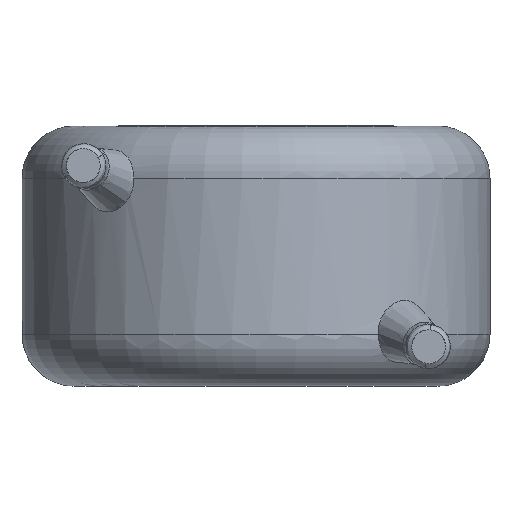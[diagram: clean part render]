
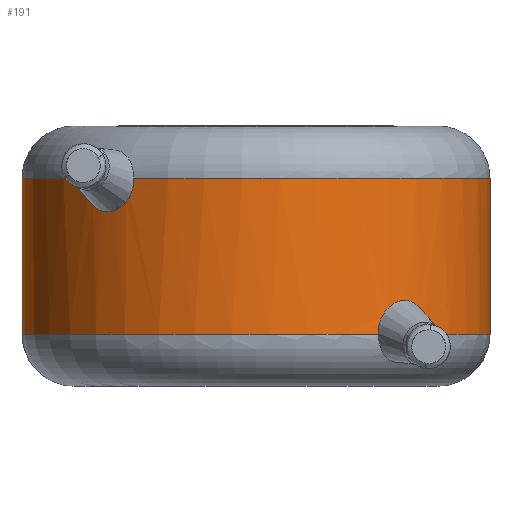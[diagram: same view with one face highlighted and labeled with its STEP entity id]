
A CAD part, front view. The second image highlights one B-rep face of the part: STEP entity #191.
In plain terms, the highlighted cylindrical face has radius 4.5 mm (diameter 9 mm), a partial arc.
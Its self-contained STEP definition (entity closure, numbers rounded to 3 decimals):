
#21 = VERTEX_POINT ( 'NONE', #4221 ) ;
#28 = CARTESIAN_POINT ( 'NONE',  ( 3.282, -3.079, 1.064 ) ) ;
#139 = DIRECTION ( 'NONE',  ( 0., 0., -1. ) ) ;
#161 = DIRECTION ( 'NONE',  ( 1., 0., 0. ) ) ;
#174 = EDGE_CURVE ( 'NONE', #947, #698, #2301, .T. ) ;
#191 = ADVANCED_FACE ( 'NONE', ( #1078 ), #978, .T. ) ;
#267 = CARTESIAN_POINT ( 'NONE',  ( -2.359, -3.832, 3.829 ) ) ;
#276 = CARTESIAN_POINT ( 'NONE',  ( 3.275, -3.086, 1.225 ) ) ;
#284 = EDGE_CURVE ( 'NONE', #3653, #1616, #962, .T. ) ;
#323 = DIRECTION ( 'NONE',  ( 0., 0., -1. ) ) ;
#338 = DIRECTION ( 'NONE',  ( 1., 0., 0. ) ) ;
#343 = EDGE_CURVE ( 'NONE', #3653, #4099, #1346, .T. ) ;
#394 = CARTESIAN_POINT ( 'NONE',  ( 3.28, -3.081, 1.021 ) ) ;
#399 = AXIS2_PLACEMENT_3D ( 'NONE', #440, #139, #2475 ) ;
#440 = CARTESIAN_POINT ( 'NONE',  ( 0., 0., 4. ) ) ;
#478 = CARTESIAN_POINT ( 'NONE',  ( -2.501, -3.741, 3.538 ) ) ;
#580 = CARTESIAN_POINT ( 'NONE',  ( 2.704, -3.601, 1.635 ) ) ;
#607 = ORIENTED_EDGE ( 'NONE', *, *, #1163, .F. ) ;
#648 = VERTEX_POINT ( 'NONE', #1019 ) ;
#698 = VERTEX_POINT ( 'NONE', #1807 ) ;
#792 = B_SPLINE_CURVE_WITH_KNOTS ( 'NONE', 3,
 ( #3594, #2620, #913, #1913, #580, #1614, #923, #2908, #3571, #276, #1933, #3558 ),
 .UNSPECIFIED., .F., .F.,
 ( 4, 2, 2, 2, 2, 4 ),
 ( 0., 0., 0.001, 0.001, 0.002, 0.002 ),
 .UNSPECIFIED. ) ;
#815 = AXIS2_PLACEMENT_3D ( 'NONE', #1743, #2131, #3394 ) ;
#906 = VERTEX_POINT ( 'NONE', #2497 ) ;
#913 = CARTESIAN_POINT ( 'NONE',  ( 2.396, -3.81, 1.326 ) ) ;
#923 = CARTESIAN_POINT ( 'NONE',  ( 3.073, -3.29, 1.603 ) ) ;
#946 = CIRCLE ( 'NONE', #2493, 4.5 ) ;
#947 = VERTEX_POINT ( 'NONE', #4102 ) ;
#952 = CARTESIAN_POINT ( 'NONE',  ( -3.291, -3.069, 3.877 ) ) ;
#962 = LINE ( 'NONE', #3422, #3515 ) ;
#973 = CARTESIAN_POINT ( 'NONE',  ( -4.5, 0., 5. ) ) ;
#978 = CYLINDRICAL_SURFACE ( 'NONE', #815, 4.5 ) ;
#994 = CARTESIAN_POINT ( 'NONE',  ( -3.278, -3.083, 4. ) ) ;
#1019 = CARTESIAN_POINT ( 'NONE',  ( 3.278, -3.083, 1. ) ) ;
#1073 = CARTESIAN_POINT ( 'NONE',  ( 2.35, -3.838, 1.003 ) ) ;
#1078 = FACE_OUTER_BOUND ( 'NONE', #1152, .T. ) ;
#1109 = CARTESIAN_POINT ( 'NONE',  ( 4.5, 0., 4. ) ) ;
#1124 = EDGE_CURVE ( 'NONE', #2930, #21, #792, .T. ) ;
#1152 = EDGE_LOOP ( 'NONE', ( #3865, #1357, #3300, #607, #1302, #4034, #2893, #2374, #4050, #3946, #2533 ) ) ;
#1163 = EDGE_CURVE ( 'NONE', #947, #906, #3655, .T. ) ;
#1186 = EDGE_CURVE ( 'NONE', #3386, #2930, #4036, .T. ) ;
#1292 = DIRECTION ( 'NONE',  ( 0., 0., -1. ) ) ;
#1302 = ORIENTED_EDGE ( 'NONE', *, *, #174, .T. ) ;
#1324 = CARTESIAN_POINT ( 'NONE',  ( -2.955, -3.396, 3.353 ) ) ;
#1346 = CIRCLE ( 'NONE', #1859, 4.5 ) ;
#1357 = ORIENTED_EDGE ( 'NONE', *, *, #343, .T. ) ;
#1425 = B_SPLINE_CURVE_WITH_KNOTS ( 'NONE', 3,
 ( #478, #3800, #3561, #267, #3454, #2161 ),
 .UNSPECIFIED., .F., .F.,
 ( 4, 2, 4 ),
 ( 0.001, 0.002, 0.002 ),
 .UNSPECIFIED. ) ;
#1523 = EDGE_CURVE ( 'NONE', #698, #3758, #3992, .T. ) ;
#1525 = CARTESIAN_POINT ( 'NONE',  ( 2.35, -3.838, 1.003 ) ) ;
#1614 = CARTESIAN_POINT ( 'NONE',  ( 2.952, -3.401, 1.656 ) ) ;
#1616 = VERTEX_POINT ( 'NONE', #1970 ) ;
#1628 = CARTESIAN_POINT ( 'NONE',  ( -3.124, -3.241, 3.45 ) ) ;
#1648 = CARTESIAN_POINT ( 'NONE',  ( -2.501, -3.741, 3.538 ) ) ;
#1718 = B_SPLINE_CURVE_WITH_KNOTS ( 'NONE', 3,
 ( #28, #3680, #394, #3104 ),
 .UNSPECIFIED., .F., .F.,
 ( 4, 4 ),
 ( 0.002, 0.002 ),
 .UNSPECIFIED. ) ;
#1743 = CARTESIAN_POINT ( 'NONE',  ( 0., 0., 5. ) ) ;
#1745 = CARTESIAN_POINT ( 'NONE',  ( 2.35, -3.838, 1.001 ) ) ;
#1807 = CARTESIAN_POINT ( 'NONE',  ( -4.5, 0., 4. ) ) ;
#1859 = AXIS2_PLACEMENT_3D ( 'NONE', #4251, #323, #338 ) ;
#1892 = DIRECTION ( 'NONE',  ( 0., 0., 1. ) ) ;
#1913 = CARTESIAN_POINT ( 'NONE',  ( 2.576, -3.691, 1.561 ) ) ;
#1933 = CARTESIAN_POINT ( 'NONE',  ( 3.285, -3.076, 1.144 ) ) ;
#1970 = CARTESIAN_POINT ( 'NONE',  ( 4.5, 0., 1. ) ) ;
#2095 = DIRECTION ( 'NONE',  ( 0., 0., -1. ) ) ;
#2131 = DIRECTION ( 'NONE',  ( 0., 0., -1. ) ) ;
#2161 = CARTESIAN_POINT ( 'NONE',  ( -2.35, -3.838, 4. ) ) ;
#2180 = EDGE_CURVE ( 'NONE', #906, #4099, #1425, .T. ) ;
#2301 = CIRCLE ( 'NONE', #399, 4.5 ) ;
#2374 = ORIENTED_EDGE ( 'NONE', *, *, #1186, .T. ) ;
#2412 = CARTESIAN_POINT ( 'NONE',  ( 2.35, -3.838, 1.002 ) ) ;
#2475 = DIRECTION ( 'NONE',  ( 1., 0., 0. ) ) ;
#2493 = AXIS2_PLACEMENT_3D ( 'NONE', #3214, #1892, #4178 ) ;
#2497 = CARTESIAN_POINT ( 'NONE',  ( -2.501, -3.741, 3.538 ) ) ;
#2533 = ORIENTED_EDGE ( 'NONE', *, *, #4239, .T. ) ;
#2620 = CARTESIAN_POINT ( 'NONE',  ( 2.344, -3.841, 1.165 ) ) ;
#2681 = CARTESIAN_POINT ( 'NONE',  ( -3.277, -3.085, 3.751 ) ) ;
#2695 = CARTESIAN_POINT ( 'NONE',  ( -2.573, -3.693, 3.451 ) ) ;
#2712 = EDGE_CURVE ( 'NONE', #3758, #3386, #2812, .T. ) ;
#2812 = CIRCLE ( 'NONE', #3364, 4.5 ) ;
#2818 = CARTESIAN_POINT ( 'NONE',  ( -4.5, 0., 1. ) ) ;
#2867 = CARTESIAN_POINT ( 'NONE',  ( -2.35, -3.838, 4. ) ) ;
#2893 = ORIENTED_EDGE ( 'NONE', *, *, #2712, .T. ) ;
#2908 = CARTESIAN_POINT ( 'NONE',  ( 3.201, -3.164, 1.44 ) ) ;
#2930 = VERTEX_POINT ( 'NONE', #1525 ) ;
#2936 = CARTESIAN_POINT ( 'NONE',  ( 2.35, -3.838, 1. ) ) ;
#2941 = VECTOR ( 'NONE', #1292, 1000. ) ;
#3104 = CARTESIAN_POINT ( 'NONE',  ( 3.278, -3.083, 1. ) ) ;
#3214 = CARTESIAN_POINT ( 'NONE',  ( 0., 0., 1. ) ) ;
#3261 = EDGE_CURVE ( 'NONE', #21, #648, #1718, .T. ) ;
#3300 = ORIENTED_EDGE ( 'NONE', *, *, #2180, .F. ) ;
#3364 = AXIS2_PLACEMENT_3D ( 'NONE', #3405, #3749, #161 ) ;
#3386 = VERTEX_POINT ( 'NONE', #2936 ) ;
#3394 = DIRECTION ( 'NONE',  ( -1., 0., 0. ) ) ;
#3405 = CARTESIAN_POINT ( 'NONE',  ( 0., 0., 1. ) ) ;
#3422 = CARTESIAN_POINT ( 'NONE',  ( 4.5, 0., 5. ) ) ;
#3454 = CARTESIAN_POINT ( 'NONE',  ( -2.346, -3.84, 3.914 ) ) ;
#3515 = VECTOR ( 'NONE', #2095, 1000. ) ;
#3558 = CARTESIAN_POINT ( 'NONE',  ( 3.282, -3.079, 1.064 ) ) ;
#3561 = CARTESIAN_POINT ( 'NONE',  ( -2.411, -3.8, 3.671 ) ) ;
#3571 = CARTESIAN_POINT ( 'NONE',  ( 3.233, -3.13, 1.373 ) ) ;
#3594 = CARTESIAN_POINT ( 'NONE',  ( 2.35, -3.838, 1.003 ) ) ;
#3609 = CARTESIAN_POINT ( 'NONE',  ( -3.192, -3.172, 3.534 ) ) ;
#3618 = CARTESIAN_POINT ( 'NONE',  ( -2.666, -3.627, 3.39 ) ) ;
#3647 = CARTESIAN_POINT ( 'NONE',  ( -2.858, -3.478, 3.341 ) ) ;
#3653 = VERTEX_POINT ( 'NONE', #1109 ) ;
#3655 = B_SPLINE_CURVE_WITH_KNOTS ( 'NONE', 3,
 ( #994, #952, #2681, #3609, #1628, #1324, #3647, #3618, #2695, #1648 ),
 .UNSPECIFIED., .F., .F.,
 ( 4, 2, 2, 2, 4 ),
 ( 0., 0., 0.001, 0.001, 0.001 ),
 .UNSPECIFIED. ) ;
#3680 = CARTESIAN_POINT ( 'NONE',  ( 3.281, -3.079, 1.042 ) ) ;
#3709 = CARTESIAN_POINT ( 'NONE',  ( 2.35, -3.838, 1. ) ) ;
#3749 = DIRECTION ( 'NONE',  ( 0., 0., 1. ) ) ;
#3758 = VERTEX_POINT ( 'NONE', #2818 ) ;
#3800 = CARTESIAN_POINT ( 'NONE',  ( -2.452, -3.774, 3.598 ) ) ;
#3865 = ORIENTED_EDGE ( 'NONE', *, *, #284, .F. ) ;
#3946 = ORIENTED_EDGE ( 'NONE', *, *, #3261, .T. ) ;
#3992 = LINE ( 'NONE', #973, #2941 ) ;
#4034 = ORIENTED_EDGE ( 'NONE', *, *, #1523, .T. ) ;
#4036 = B_SPLINE_CURVE_WITH_KNOTS ( 'NONE', 3,
 ( #3709, #1745, #2412, #1073 ),
 .UNSPECIFIED., .F., .F.,
 ( 4, 4 ),
 ( 0., 0. ),
 .UNSPECIFIED. ) ;
#4050 = ORIENTED_EDGE ( 'NONE', *, *, #1124, .T. ) ;
#4099 = VERTEX_POINT ( 'NONE', #2867 ) ;
#4102 = CARTESIAN_POINT ( 'NONE',  ( -3.278, -3.083, 4. ) ) ;
#4178 = DIRECTION ( 'NONE',  ( 1., 0., 0. ) ) ;
#4221 = CARTESIAN_POINT ( 'NONE',  ( 3.282, -3.079, 1.064 ) ) ;
#4239 = EDGE_CURVE ( 'NONE', #648, #1616, #946, .T. ) ;
#4251 = CARTESIAN_POINT ( 'NONE',  ( 0., 0., 4. ) ) ;
